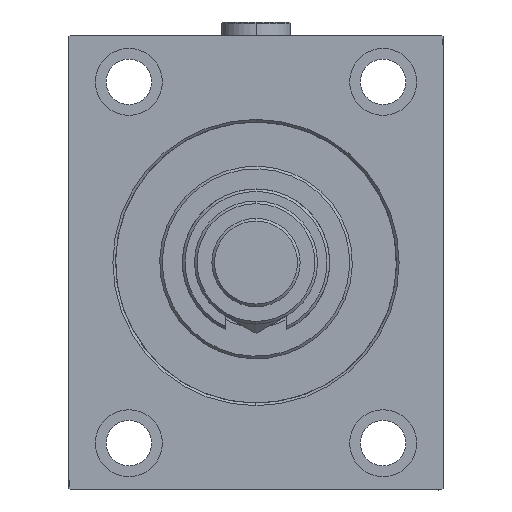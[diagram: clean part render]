
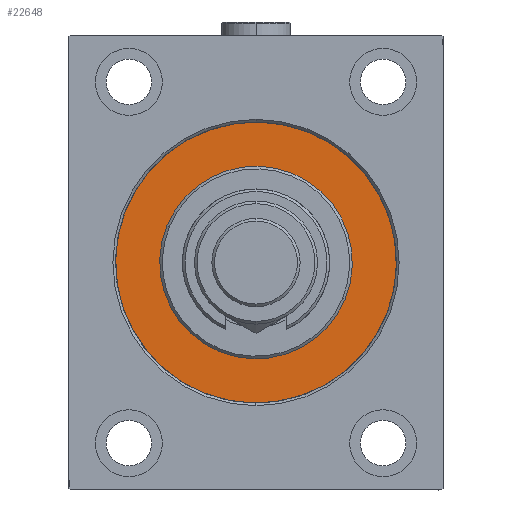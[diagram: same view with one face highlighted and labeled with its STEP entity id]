
A CAD part, left-side view. The second image highlights one B-rep face of the part: STEP entity #22648.
In plain terms, the highlighted face is planar.
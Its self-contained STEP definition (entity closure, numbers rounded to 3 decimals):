
#780 = DIRECTION ( 'NONE',  ( -1., 0., 0. ) ) ;
#830 = CARTESIAN_POINT ( 'NONE',  ( 0., 0., 52.5 ) ) ;
#1830 = VERTEX_POINT ( 'NONE', #830 ) ;
#2073 = CIRCLE ( 'NONE', #37115, 52.5 ) ;
#3952 = CARTESIAN_POINT ( 'NONE',  ( 0., 0., 0. ) ) ;
#4414 = EDGE_CURVE ( 'NONE', #36669, #1830, #16030, .T. ) ;
#6771 = CARTESIAN_POINT ( 'NONE',  ( 0., 0., 0. ) ) ;
#7315 = ORIENTED_EDGE ( 'NONE', *, *, #43014, .F. ) ;
#7570 = CIRCLE ( 'NONE', #45765, 36. ) ;
#7610 = AXIS2_PLACEMENT_3D ( 'NONE', #34215, #780, #11769 ) ;
#7787 = DIRECTION ( 'NONE',  ( 0., 0., -1. ) ) ;
#7933 = EDGE_LOOP ( 'NONE', ( #30742, #21850 ) ) ;
#10673 = DIRECTION ( 'NONE',  ( -1., 0., 0. ) ) ;
#11769 = DIRECTION ( 'NONE',  ( 0., 0., 1. ) ) ;
#12106 = VERTEX_POINT ( 'NONE', #39686 ) ;
#15157 = VERTEX_POINT ( 'NONE', #33578 ) ;
#16030 = CIRCLE ( 'NONE', #26974, 52.5 ) ;
#21850 = ORIENTED_EDGE ( 'NONE', *, *, #41338, .F. ) ;
#21905 = CIRCLE ( 'NONE', #22708, 36. ) ;
#22648 = ADVANCED_FACE ( 'NONE', ( #37634, #30316 ), #45186, .F. ) ;
#22708 = AXIS2_PLACEMENT_3D ( 'NONE', #43865, #25101, #36309 ) ;
#25101 = DIRECTION ( 'NONE',  ( 1., 0., 0. ) ) ;
#26974 = AXIS2_PLACEMENT_3D ( 'NONE', #3952, #36892, #30046 ) ;
#30046 = DIRECTION ( 'NONE',  ( 0., 0., 1. ) ) ;
#30316 = FACE_OUTER_BOUND ( 'NONE', #7933, .T. ) ;
#30742 = ORIENTED_EDGE ( 'NONE', *, *, #4414, .F. ) ;
#33365 = DIRECTION ( 'NONE',  ( 0., 0., 1. ) ) ;
#33578 = CARTESIAN_POINT ( 'NONE',  ( 0., 0., -36. ) ) ;
#34215 = CARTESIAN_POINT ( 'NONE',  ( 0., 0., 0. ) ) ;
#35705 = EDGE_CURVE ( 'NONE', #15157, #12106, #21905, .T. ) ;
#36309 = DIRECTION ( 'NONE',  ( 0., 0., -1. ) ) ;
#36669 = VERTEX_POINT ( 'NONE', #39539 ) ;
#36892 = DIRECTION ( 'NONE',  ( -1., 0., 0. ) ) ;
#37115 = AXIS2_PLACEMENT_3D ( 'NONE', #6771, #10673, #33365 ) ;
#37634 = FACE_BOUND ( 'NONE', #44940, .T. ) ;
#39539 = CARTESIAN_POINT ( 'NONE',  ( 0., 0., -52.5 ) ) ;
#39686 = CARTESIAN_POINT ( 'NONE',  ( 0., 0., 36. ) ) ;
#39819 = ORIENTED_EDGE ( 'NONE', *, *, #35705, .F. ) ;
#40964 = DIRECTION ( 'NONE',  ( 1., 0., 0. ) ) ;
#41213 = CARTESIAN_POINT ( 'NONE',  ( 0., 0., 0. ) ) ;
#41338 = EDGE_CURVE ( 'NONE', #1830, #36669, #2073, .T. ) ;
#43014 = EDGE_CURVE ( 'NONE', #12106, #15157, #7570, .T. ) ;
#43865 = CARTESIAN_POINT ( 'NONE',  ( 0., 0., 0. ) ) ;
#44940 = EDGE_LOOP ( 'NONE', ( #7315, #39819 ) ) ;
#45186 = PLANE ( 'NONE',  #7610 ) ;
#45765 = AXIS2_PLACEMENT_3D ( 'NONE', #41213, #40964, #7787 ) ;
